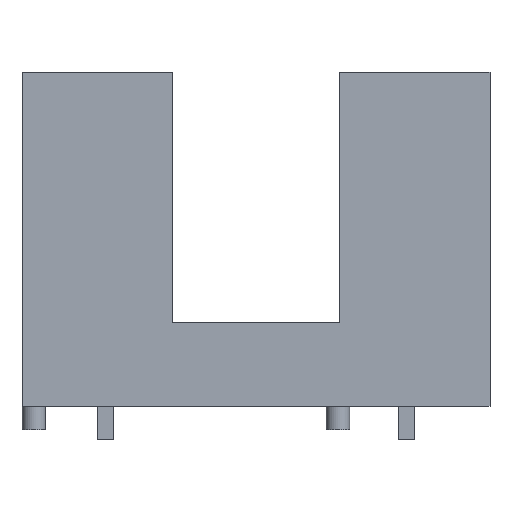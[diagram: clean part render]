
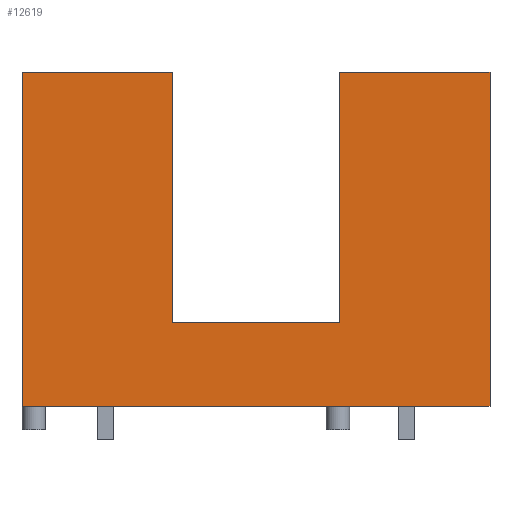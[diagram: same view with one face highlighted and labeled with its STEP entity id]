
A CAD part, front view. The second image highlights one B-rep face of the part: STEP entity #12619.
In plain terms, the highlighted planar face has unit normal (0, -1, 0).
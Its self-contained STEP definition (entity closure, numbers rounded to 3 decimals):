
#106 = VECTOR ( 'NONE', #5076, 1000. ) ;
#546 = ORIENTED_EDGE ( 'NONE', *, *, #12620, .F. ) ;
#722 = VECTOR ( 'NONE', #6497, 1000. ) ;
#1028 = VECTOR ( 'NONE', #5968, 1000. ) ;
#1478 = LINE ( 'NONE', #13456, #7718 ) ;
#1513 = EDGE_CURVE ( 'NONE', #12402, #9739, #12759, .T. ) ;
#1647 = VECTOR ( 'NONE', #7309, 1000. ) ;
#2057 = CARTESIAN_POINT ( 'NONE',  ( -7., -3.05, 10. ) ) ;
#2519 = CARTESIAN_POINT ( 'NONE',  ( 2.5, -3.05, 10. ) ) ;
#2579 = ORIENTED_EDGE ( 'NONE', *, *, #13163, .T. ) ;
#2894 = DIRECTION ( 'NONE',  ( 0., 1., 0. ) ) ;
#2964 = EDGE_CURVE ( 'NONE', #8274, #7057, #3006, .T. ) ;
#3006 = LINE ( 'NONE', #3161, #12581 ) ;
#3161 = CARTESIAN_POINT ( 'NONE',  ( 2.5, -3.05, 2.5 ) ) ;
#3436 = VERTEX_POINT ( 'NONE', #3929 ) ;
#3687 = ORIENTED_EDGE ( 'NONE', *, *, #7834, .T. ) ;
#3842 = LINE ( 'NONE', #5292, #722 ) ;
#3909 = ORIENTED_EDGE ( 'NONE', *, *, #11374, .F. ) ;
#3929 = CARTESIAN_POINT ( 'NONE',  ( -2.5, -3.05, 10. ) ) ;
#4437 = EDGE_CURVE ( 'NONE', #4645, #8274, #8082, .T. ) ;
#4645 = VERTEX_POINT ( 'NONE', #8707 ) ;
#5076 = DIRECTION ( 'NONE',  ( 1., 0., 0. ) ) ;
#5182 = EDGE_LOOP ( 'NONE', ( #3909, #10364, #8344, #7432, #9525, #14350, #3687, #2579, #546 ) ) ;
#5215 = PLANE ( 'NONE',  #8846 ) ;
#5292 = CARTESIAN_POINT ( 'NONE',  ( 7., -3.05, 0. ) ) ;
#5324 = DIRECTION ( 'NONE',  ( 0., 0., 1. ) ) ;
#5492 = CARTESIAN_POINT ( 'NONE',  ( -2.5, -3.05, 2.5 ) ) ;
#5598 = CARTESIAN_POINT ( 'NONE',  ( 7., -3.05, 10. ) ) ;
#5968 = DIRECTION ( 'NONE',  ( 0., 0., -1. ) ) ;
#6198 = CARTESIAN_POINT ( 'NONE',  ( -6.65, -3.05, 0. ) ) ;
#6325 = CARTESIAN_POINT ( 'NONE',  ( -7., -3.05, 10. ) ) ;
#6399 = DIRECTION ( 'NONE',  ( 0., 0., 1. ) ) ;
#6456 = DIRECTION ( 'NONE',  ( 0., 0., -1. ) ) ;
#6497 = DIRECTION ( 'NONE',  ( 1., 0., 0. ) ) ;
#6814 = EDGE_CURVE ( 'NONE', #4645, #3436, #12595, .T. ) ;
#7057 = VERTEX_POINT ( 'NONE', #2519 ) ;
#7077 = LINE ( 'NONE', #14251, #106 ) ;
#7253 = LINE ( 'NONE', #8404, #9986 ) ;
#7262 = EDGE_CURVE ( 'NONE', #12402, #3436, #7077, .T. ) ;
#7271 = DIRECTION ( 'NONE',  ( 1., 0., 0. ) ) ;
#7309 = DIRECTION ( 'NONE',  ( 1., 0., 0. ) ) ;
#7432 = ORIENTED_EDGE ( 'NONE', *, *, #6814, .T. ) ;
#7443 = CARTESIAN_POINT ( 'NONE',  ( -7., -3.05, 0. ) ) ;
#7718 = VECTOR ( 'NONE', #6456, 1000. ) ;
#7834 = EDGE_CURVE ( 'NONE', #9739, #13061, #7253, .T. ) ;
#7972 = VECTOR ( 'NONE', #11406, 1000. ) ;
#8082 = LINE ( 'NONE', #8544, #1647 ) ;
#8274 = VERTEX_POINT ( 'NONE', #12049 ) ;
#8344 = ORIENTED_EDGE ( 'NONE', *, *, #4437, .F. ) ;
#8404 = CARTESIAN_POINT ( 'NONE',  ( 7., -3.05, 0. ) ) ;
#8544 = CARTESIAN_POINT ( 'NONE',  ( -2.5, -3.05, 2.5 ) ) ;
#8707 = CARTESIAN_POINT ( 'NONE',  ( -2.5, -3.05, 2.5 ) ) ;
#8846 = AXIS2_PLACEMENT_3D ( 'NONE', #9920, #2894, #11086 ) ;
#9180 = FACE_OUTER_BOUND ( 'NONE', #5182, .T. ) ;
#9525 = ORIENTED_EDGE ( 'NONE', *, *, #7262, .F. ) ;
#9739 = VERTEX_POINT ( 'NONE', #7443 ) ;
#9920 = CARTESIAN_POINT ( 'NONE',  ( 7., -3.05, 10. ) ) ;
#9986 = VECTOR ( 'NONE', #7271, 1000. ) ;
#10364 = ORIENTED_EDGE ( 'NONE', *, *, #2964, .F. ) ;
#10797 = VERTEX_POINT ( 'NONE', #11772 ) ;
#11086 = DIRECTION ( 'NONE',  ( -1., 0., 0. ) ) ;
#11374 = EDGE_CURVE ( 'NONE', #7057, #12093, #14189, .T. ) ;
#11406 = DIRECTION ( 'NONE',  ( 1., 0., 0. ) ) ;
#11772 = CARTESIAN_POINT ( 'NONE',  ( 7., -3.05, 0. ) ) ;
#12049 = CARTESIAN_POINT ( 'NONE',  ( 2.5, -3.05, 2.5 ) ) ;
#12093 = VERTEX_POINT ( 'NONE', #13147 ) ;
#12402 = VERTEX_POINT ( 'NONE', #2057 ) ;
#12581 = VECTOR ( 'NONE', #5324, 1000. ) ;
#12595 = LINE ( 'NONE', #5492, #15001 ) ;
#12619 = ADVANCED_FACE ( 'NONE', ( #9180 ), #5215, .F. ) ;
#12620 = EDGE_CURVE ( 'NONE', #12093, #10797, #1478, .T. ) ;
#12759 = LINE ( 'NONE', #6325, #1028 ) ;
#13061 = VERTEX_POINT ( 'NONE', #6198 ) ;
#13147 = CARTESIAN_POINT ( 'NONE',  ( 7., -3.05, 10. ) ) ;
#13163 = EDGE_CURVE ( 'NONE', #13061, #10797, #3842, .T. ) ;
#13456 = CARTESIAN_POINT ( 'NONE',  ( 7., -3.05, 10. ) ) ;
#14189 = LINE ( 'NONE', #5598, #7972 ) ;
#14251 = CARTESIAN_POINT ( 'NONE',  ( 7., -3.05, 10. ) ) ;
#14350 = ORIENTED_EDGE ( 'NONE', *, *, #1513, .T. ) ;
#15001 = VECTOR ( 'NONE', #6399, 1000. ) ;
